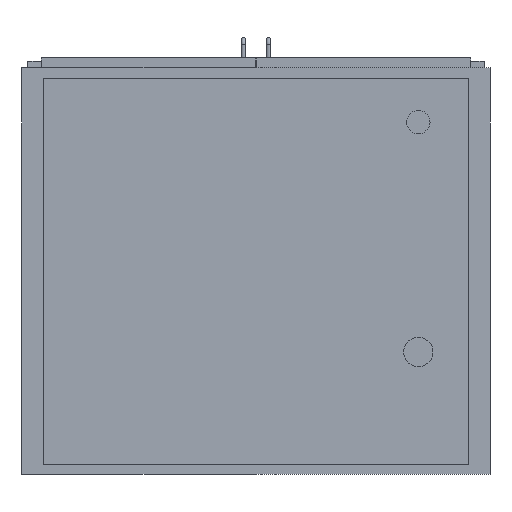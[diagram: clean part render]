
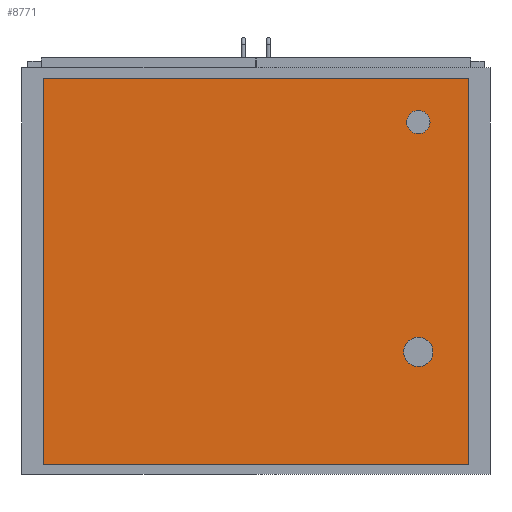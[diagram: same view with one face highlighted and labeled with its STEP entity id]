
A CAD part, front view. The second image highlights one B-rep face of the part: STEP entity #8771.
In plain terms, the highlighted planar face has unit normal (0, -1, 0).
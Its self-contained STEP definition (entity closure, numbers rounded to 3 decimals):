
#87=FACE_BOUND('',#933,.T.);
#88=FACE_BOUND('',#934,.T.);
#107=CIRCLE('',#9363,20.);
#109=CIRCLE('',#9367,25.);
#391=FACE_OUTER_BOUND('',#932,.T.);
#932=EDGE_LOOP('',(#5917,#5918,#5919,#5920));
#933=EDGE_LOOP('',(#5921));
#934=EDGE_LOOP('',(#5922));
#1522=LINE('',#12656,#2634);
#1524=LINE('',#12660,#2636);
#1526=LINE('',#12664,#2638);
#1528=LINE('',#12667,#2640);
#2634=VECTOR('',#10165,10.);
#2636=VECTOR('',#10169,10.);
#2638=VECTOR('',#10173,10.);
#2640=VECTOR('',#10177,10.);
#3704=VERTEX_POINT('',#12582);
#3706=VERTEX_POINT('',#12589);
#3727=VERTEX_POINT('',#12653);
#3728=VERTEX_POINT('',#12655);
#3729=VERTEX_POINT('',#12659);
#3730=VERTEX_POINT('',#12663);
#4549=EDGE_CURVE('',#3704,#3704,#107,.T.);
#4552=EDGE_CURVE('',#3706,#3706,#109,.T.);
#4582=EDGE_CURVE('',#3728,#3727,#1522,.T.);
#4584=EDGE_CURVE('',#3729,#3728,#1524,.T.);
#4586=EDGE_CURVE('',#3730,#3729,#1526,.T.);
#4588=EDGE_CURVE('',#3727,#3730,#1528,.T.);
#5917=ORIENTED_EDGE('',*,*,#4588,.T.);
#5918=ORIENTED_EDGE('',*,*,#4586,.T.);
#5919=ORIENTED_EDGE('',*,*,#4584,.T.);
#5920=ORIENTED_EDGE('',*,*,#4582,.T.);
#5921=ORIENTED_EDGE('',*,*,#4549,.T.);
#5922=ORIENTED_EDGE('',*,*,#4552,.T.);
#8310=PLANE('',#9384);
#8771=ADVANCED_FACE('',(#391,#87,#88),#8310,.T.);
#9363=AXIS2_PLACEMENT_3D('',#12584,#10099,#10100);
#9367=AXIS2_PLACEMENT_3D('',#12591,#10108,#10109);
#9384=AXIS2_PLACEMENT_3D('',#12668,#10178,#10179);
#10099=DIRECTION('center_axis',(0.,1.,0.));
#10100=DIRECTION('ref_axis',(1.,0.,0.));
#10108=DIRECTION('center_axis',(0.,1.,0.));
#10109=DIRECTION('ref_axis',(1.,0.,0.));
#10165=DIRECTION('',(0.,0.,1.));
#10169=DIRECTION('',(1.,0.,0.));
#10173=DIRECTION('',(0.,0.,-1.));
#10177=DIRECTION('',(-1.,0.,0.));
#10178=DIRECTION('center_axis',(0.,-1.,0.));
#10179=DIRECTION('ref_axis',(0.,0.,-1.));
#12582=CARTESIAN_POINT('',(257.5,-370.,255.));
#12584=CARTESIAN_POINT('Origin',(277.5,-370.,255.));
#12589=CARTESIAN_POINT('',(252.5,-370.,-138.));
#12591=CARTESIAN_POINT('Origin',(277.5,-370.,-138.));
#12653=CARTESIAN_POINT('',(362.5,-370.,330.));
#12655=CARTESIAN_POINT('',(362.5,-370.,-330.));
#12656=CARTESIAN_POINT('',(362.5,-370.,330.));
#12659=CARTESIAN_POINT('',(-362.5,-370.,-330.));
#12660=CARTESIAN_POINT('',(362.5,-370.,-330.));
#12663=CARTESIAN_POINT('',(-362.5,-370.,330.));
#12664=CARTESIAN_POINT('',(-362.5,-370.,-330.));
#12667=CARTESIAN_POINT('',(-362.5,-370.,330.));
#12668=CARTESIAN_POINT('Origin',(0.,-370.,0.));
